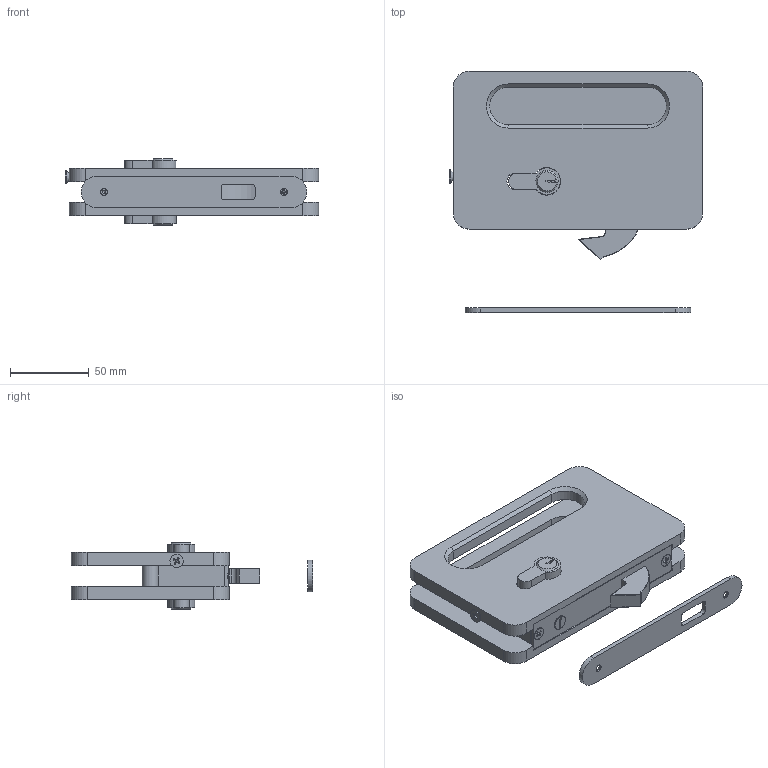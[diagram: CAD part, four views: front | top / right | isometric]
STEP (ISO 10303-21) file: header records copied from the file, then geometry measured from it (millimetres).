
FILE_DESCRIPTION(/* description */ ('SERRURE PORTE VERRE + GACHE INOX SUR TAPEE'),/* implementation_level */ '2;1');
FILE_NAME(/* name */ '102950GT.stp',/* time_stamp */ '2019-08-16T08:59:12+02:00',/* author */ ('WG'),/* organization */ (''),/* preprocessor_version */ 'ST-DEVELOPER v17.2',/* originating_system */ 'Autodesk Inventor 2019',/* authorisation */ '');
FILE_SCHEMA (('AUTOMOTIVE_DESIGN { 1 0 10303 214 3 1 1 }'));
Length unit declared in the file: millimetre
Products named in the file (13): 102950GT; 102950; 102950-4; 102950-3; 102950-5 (définitif); 102950-1; 102950-2; Vis_FZ_M5x14_ISO7046-1; VIS_FZ_M4x6_ISO7046-1; VIS_FZ_M4x10_ISO7046-1; 102950-6; Vis_FZ_M5x40_ISO2009; 102950GT-1
Assembly tree (19 placements, depth 3):
  102950GT
    102950
      102950-4
      102950-3
      102950-5 (définitif)
      102950-1
      102950-2  x2
      Vis_FZ_M5x14_ISO7046-1  x2
      VIS_FZ_M4x6_ISO7046-1  x3
      VIS_FZ_M4x10_ISO7046-1  x4
      102950-6
      Vis_FZ_M5x40_ISO2009
    102950GT-1
Bounding box: 160.5 x 153 x 42 mm (x, y, z)
Volume: 254106.3 mm3; surface area: 137035.9 mm2
Topology: 18 solids, 18 shells, 751 faces, 2139 edges, 1421 vertices
Faces by surface type: plane 377, cylinder 211, cone 95, torus 62, bspline 4, sphere 2
Full cylindrical faces by diameter (mm): 3.242 x7, 3.537 x7, 4 x7, 4.134 x3, 4.391 x1, 4.398 x2, 4.5 x9, 5 x9, 5.3 x2, 8.4 x7, 8.5 x8, 9.3 x2, 15 x2
Entity records: 16237 total; most frequent: CARTESIAN_POINT 3496, ORIENTED_EDGE 2600, DIRECTION 2551, EDGE_CURVE 1300, AXIS2_PLACEMENT_3D 903, VERTEX_POINT 867, LINE 745, VECTOR 745
